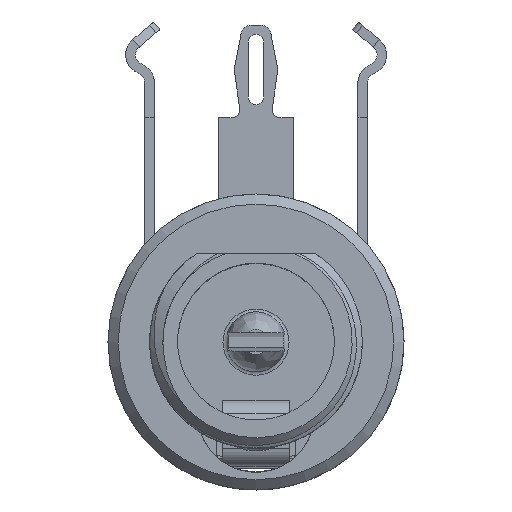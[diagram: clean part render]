
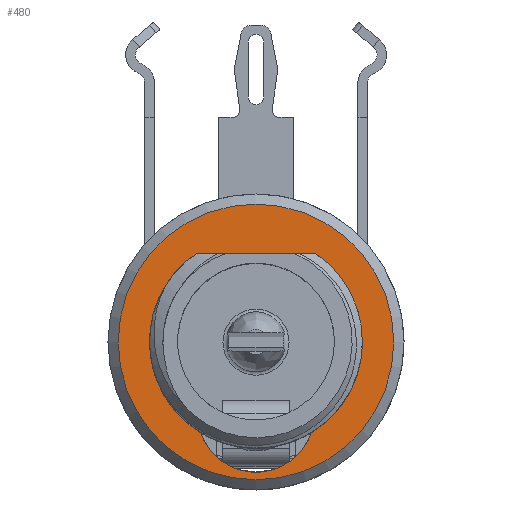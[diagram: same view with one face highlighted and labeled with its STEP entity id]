
A CAD part, top view. The second image highlights one B-rep face of the part: STEP entity #480.
In plain terms, the highlighted planar face has unit normal (0, 0, 1).
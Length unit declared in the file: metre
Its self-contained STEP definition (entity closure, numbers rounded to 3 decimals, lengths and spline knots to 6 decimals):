
#480 = ADVANCED_FACE( 'NONE', ( #1140, #1141 ), #1142, .T. );
#1140 = FACE_OUTER_BOUND( '', #2109, .T. );
#1141 = FACE_BOUND( '', #2110, .T. );
#1142 = PLANE( '', #2111 );
#2109 = EDGE_LOOP( '', ( #4204 ) );
#2110 = EDGE_LOOP( '', ( #4205, #4206, #4207, #4208 ) );
#2111 = AXIS2_PLACEMENT_3D( '', #4209, #4210, #4211 );
#4204 = ORIENTED_EDGE( '', *, *, #6517, .F. );
#4205 = ORIENTED_EDGE( '', *, *, #6518, .F. );
#4206 = ORIENTED_EDGE( '', *, *, #6165, .T. );
#4207 = ORIENTED_EDGE( '', *, *, #6519, .T. );
#4208 = ORIENTED_EDGE( '', *, *, #6169, .T. );
#4209 = CARTESIAN_POINT( '', ( 0., 0.005131, 0. ) );
#4210 = DIRECTION( '', ( 0., 0., 1. ) );
#4211 = DIRECTION( '', ( 1., 0., 0. ) );
#6165 = EDGE_CURVE( 'NONE', #7442, #7440, #7443, .T. );
#6169 = EDGE_CURVE( 'NONE', #7450, #7448, #7451, .T. );
#6517 = EDGE_CURVE( 'NONE', #8013, #8013, #8014, .T. );
#6518 = EDGE_CURVE( 'NONE', #7442, #7448, #8015, .T. );
#6519 = EDGE_CURVE( 'NONE', #7440, #7450, #8016, .T. );
#7440 = VERTEX_POINT( 'NONE', #9532 );
#7442 = VERTEX_POINT( 'NONE', #9535 );
#7443 = CIRCLE( '', #9536, 0.003962 );
#7448 = VERTEX_POINT( 'NONE', #9542 );
#7450 = VERTEX_POINT( 'NONE', #9545 );
#7451 = CIRCLE( '', #9546, 0.003962 );
#8013 = VERTEX_POINT( '', #10687 );
#8014 = CIRCLE( '', #10688, 0.005131 );
#8015 = CIRCLE( '', #10689, 0.002184 );
#8016 = LINE( '', #10690, #10691 );
#9532 = CARTESIAN_POINT( '', ( -0.002228, 0.003277, 0. ) );
#9535 = CARTESIAN_POINT( '', ( -0.002064, -0.003382, 0. ) );
#9536 = AXIS2_PLACEMENT_3D( '', #12743, #12744, #12745 );
#9542 = CARTESIAN_POINT( '', ( 0.002064, -0.003382, 0. ) );
#9545 = CARTESIAN_POINT( '', ( 0.002228, 0.003277, 0. ) );
#9546 = AXIS2_PLACEMENT_3D( '', #12751, #12752, #12753 );
#10687 = CARTESIAN_POINT( '', ( -0.005131, 0., 0. ) );
#10688 = AXIS2_PLACEMENT_3D( '', #13197, #13198, #13199 );
#10689 = AXIS2_PLACEMENT_3D( '', #13200, #13201, #13202 );
#10690 = CARTESIAN_POINT( '', ( -0.002228, 0.003277, 0. ) );
#10691 = VECTOR( '', #13203, 1. );
#12743 = CARTESIAN_POINT( '', ( 0., 0., 0. ) );
#12744 = DIRECTION( '', ( 0., 0., -1. ) );
#12745 = DIRECTION( '', ( -1., 0., 0. ) );
#12751 = CARTESIAN_POINT( '', ( 0., 0., 0. ) );
#12752 = DIRECTION( '', ( 0., 0., -1. ) );
#12753 = DIRECTION( '', ( -1., 0., 0. ) );
#13197 = CARTESIAN_POINT( '', ( 0., 0., 0. ) );
#13198 = DIRECTION( '', ( 0., 0., -1. ) );
#13199 = DIRECTION( '', ( -1., 0., 0. ) );
#13200 = CARTESIAN_POINT( '', ( 0., -0.002667, 0. ) );
#13201 = DIRECTION( '', ( 0., 0., 1. ) );
#13202 = DIRECTION( '', ( 1., 0., 0. ) );
#13203 = DIRECTION( '', ( 1., 0., 0. ) );
